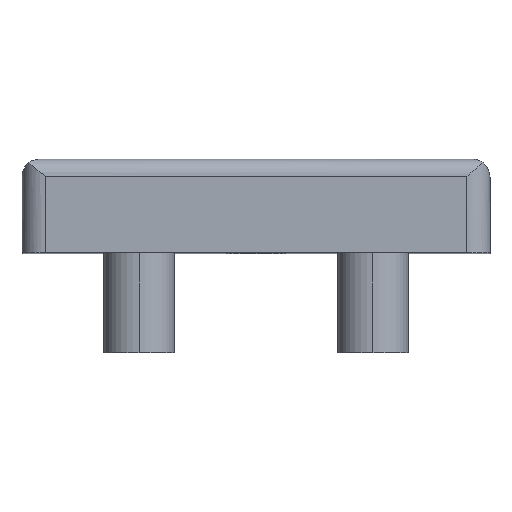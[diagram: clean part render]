
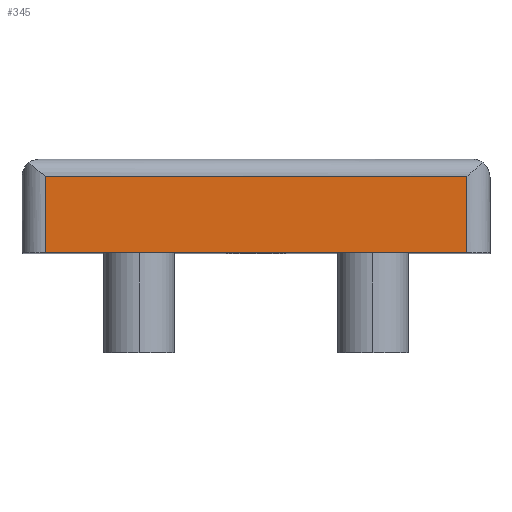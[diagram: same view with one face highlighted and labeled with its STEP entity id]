
A CAD part, top view. The second image highlights one B-rep face of the part: STEP entity #345.
In plain terms, the highlighted planar face has unit normal (0, 0, 1).
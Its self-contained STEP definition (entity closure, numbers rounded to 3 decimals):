
#135 = PLANE ( 'NONE',  #1455 ) ;
#146 = ORIENTED_EDGE ( 'NONE', *, *, #1820, .T. ) ;
#151 = LINE ( 'NONE', #1326, #1293 ) ;
#181 = CARTESIAN_POINT ( 'NONE',  ( -36., 0., 40. ) ) ;
#211 = CARTESIAN_POINT ( 'NONE',  ( 0., 0., 40. ) ) ;
#243 = DIRECTION ( 'NONE',  ( 0., -1., 0. ) ) ;
#322 = CARTESIAN_POINT ( 'NONE',  ( 36., 0., 40. ) ) ;
#345 = ADVANCED_FACE ( 'NONE', ( #1145 ), #135, .T. ) ;
#378 = CARTESIAN_POINT ( 'NONE',  ( 36., 0., 40. ) ) ;
#446 = EDGE_LOOP ( 'NONE', ( #1176, #673, #896, #146 ) ) ;
#599 = EDGE_CURVE ( 'NONE', #1386, #778, #1163, .T. ) ;
#673 = ORIENTED_EDGE ( 'NONE', *, *, #1425, .T. ) ;
#724 = VERTEX_POINT ( 'NONE', #181 ) ;
#778 = VERTEX_POINT ( 'NONE', #378 ) ;
#886 = DIRECTION ( 'NONE',  ( 1., 0., 0. ) ) ;
#889 = DIRECTION ( 'NONE',  ( -1., 0., 0. ) ) ;
#896 = ORIENTED_EDGE ( 'NONE', *, *, #1941, .T. ) ;
#901 = DIRECTION ( 'NONE',  ( 0., 0., 1. ) ) ;
#1010 = CARTESIAN_POINT ( 'NONE',  ( -36., 13., 40. ) ) ;
#1047 = VECTOR ( 'NONE', #1912, 1000. ) ;
#1068 = VECTOR ( 'NONE', #1394, 1000. ) ;
#1145 = FACE_OUTER_BOUND ( 'NONE', #446, .T. ) ;
#1163 = LINE ( 'NONE', #322, #1068 ) ;
#1176 = ORIENTED_EDGE ( 'NONE', *, *, #599, .F. ) ;
#1293 = VECTOR ( 'NONE', #889, 1000. ) ;
#1309 = LINE ( 'NONE', #1478, #1831 ) ;
#1326 = CARTESIAN_POINT ( 'NONE',  ( 41., 13., 40. ) ) ;
#1342 = CARTESIAN_POINT ( 'NONE',  ( 41., 0., 40. ) ) ;
#1386 = VERTEX_POINT ( 'NONE', #1593 ) ;
#1394 = DIRECTION ( 'NONE',  ( 0., -1., 0. ) ) ;
#1425 = EDGE_CURVE ( 'NONE', #1386, #1933, #151, .T. ) ;
#1455 = AXIS2_PLACEMENT_3D ( 'NONE', #1342, #901, #886 ) ;
#1478 = CARTESIAN_POINT ( 'NONE',  ( -36., 0., 40. ) ) ;
#1593 = CARTESIAN_POINT ( 'NONE',  ( 36., 13., 40. ) ) ;
#1820 = EDGE_CURVE ( 'NONE', #724, #778, #1954, .T. ) ;
#1831 = VECTOR ( 'NONE', #243, 1000. ) ;
#1912 = DIRECTION ( 'NONE',  ( 1., 0., 0. ) ) ;
#1933 = VERTEX_POINT ( 'NONE', #1010 ) ;
#1941 = EDGE_CURVE ( 'NONE', #1933, #724, #1309, .T. ) ;
#1954 = LINE ( 'NONE', #211, #1047 ) ;
